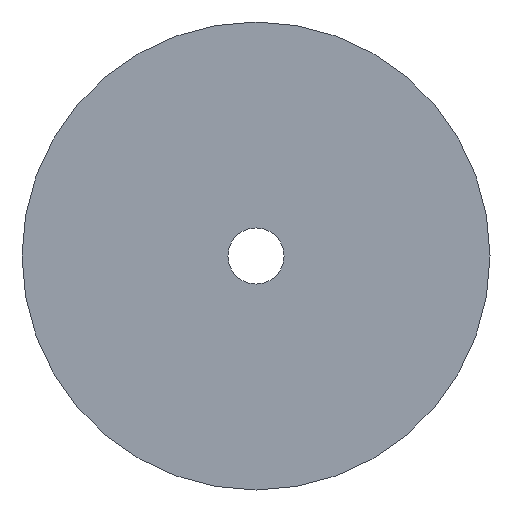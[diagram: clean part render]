
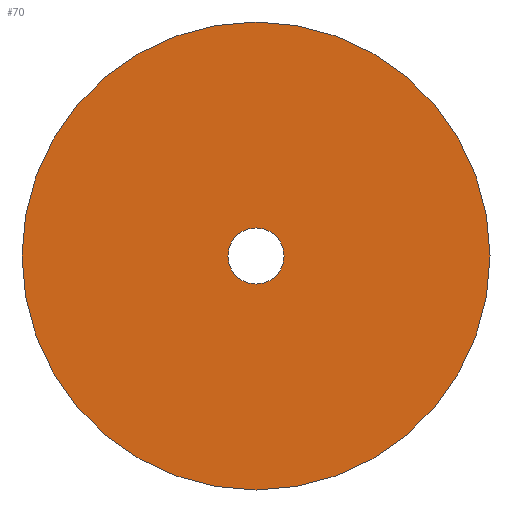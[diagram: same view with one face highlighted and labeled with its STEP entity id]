
A CAD part, front view. The second image highlights one B-rep face of the part: STEP entity #70.
In plain terms, the highlighted planar face has unit normal (0, -1, 0).
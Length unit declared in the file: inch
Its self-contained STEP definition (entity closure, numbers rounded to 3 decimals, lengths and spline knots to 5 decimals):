
#2 = CARTESIAN_POINT ( 'NONE',  ( 0., 0., 0. ) ) ;
#3 = DIRECTION ( 'NONE',  ( 0., 1., 0. ) ) ;
#13 = VERTEX_POINT ( 'NONE', #166 ) ;
#14 = VERTEX_POINT ( 'NONE', #93 ) ;
#19 = CIRCLE ( 'NONE', #55, 0.59055 ) ;
#21 = CARTESIAN_POINT ( 'NONE',  ( 0., 0., 0. ) ) ;
#30 = VERTEX_POINT ( 'NONE', #94 ) ;
#38 = PLANE ( 'NONE',  #138 ) ;
#39 = DIRECTION ( 'NONE',  ( 0., 0., 1. ) ) ;
#50 = ORIENTED_EDGE ( 'NONE', *, *, #109, .F. ) ;
#55 = AXIS2_PLACEMENT_3D ( 'NONE', #82, #113, #39 ) ;
#68 = ORIENTED_EDGE ( 'NONE', *, *, #137, .F. ) ;
#69 = FACE_OUTER_BOUND ( 'NONE', #189, .T. ) ;
#70 = ADVANCED_FACE ( 'NONE', ( #69, #158 ), #38, .F. ) ;
#71 = CARTESIAN_POINT ( 'NONE',  ( 0., 0., 0. ) ) ;
#73 = CIRCLE ( 'NONE', #101, 4.92126 ) ;
#77 = CARTESIAN_POINT ( 'NONE',  ( 0., 0., -4.92126 ) ) ;
#78 = EDGE_CURVE ( 'NONE', #13, #30, #19, .T. ) ;
#79 = ORIENTED_EDGE ( 'NONE', *, *, #194, .T. ) ;
#82 = CARTESIAN_POINT ( 'NONE',  ( 0., 0., 0. ) ) ;
#92 = CIRCLE ( 'NONE', #188, 4.92126 ) ;
#93 = CARTESIAN_POINT ( 'NONE',  ( 0., 0., 4.92126 ) ) ;
#94 = CARTESIAN_POINT ( 'NONE',  ( 0., 0., -0.59055 ) ) ;
#101 = AXIS2_PLACEMENT_3D ( 'NONE', #71, #3, #193 ) ;
#109 = EDGE_CURVE ( 'NONE', #192, #14, #73, .T. ) ;
#112 = AXIS2_PLACEMENT_3D ( 'NONE', #201, #200, #160 ) ;
#113 = DIRECTION ( 'NONE',  ( 0., 1., 0. ) ) ;
#122 = EDGE_LOOP ( 'NONE', ( #79, #123 ) ) ;
#123 = ORIENTED_EDGE ( 'NONE', *, *, #78, .T. ) ;
#132 = DIRECTION ( 'NONE',  ( 0., 1., 0. ) ) ;
#134 = DIRECTION ( 'NONE',  ( 0., 1., 0. ) ) ;
#137 = EDGE_CURVE ( 'NONE', #14, #192, #92, .T. ) ;
#138 = AXIS2_PLACEMENT_3D ( 'NONE', #2, #132, #142 ) ;
#142 = DIRECTION ( 'NONE',  ( 0., 0., 1. ) ) ;
#158 = FACE_BOUND ( 'NONE', #122, .T. ) ;
#160 = DIRECTION ( 'NONE',  ( 0., 0., 1. ) ) ;
#166 = CARTESIAN_POINT ( 'NONE',  ( 0., 0., 0.59055 ) ) ;
#169 = CIRCLE ( 'NONE', #112, 0.59055 ) ;
#188 = AXIS2_PLACEMENT_3D ( 'NONE', #21, #134, #196 ) ;
#189 = EDGE_LOOP ( 'NONE', ( #50, #68 ) ) ;
#192 = VERTEX_POINT ( 'NONE', #77 ) ;
#193 = DIRECTION ( 'NONE',  ( 0., 0., 1. ) ) ;
#194 = EDGE_CURVE ( 'NONE', #30, #13, #169, .T. ) ;
#196 = DIRECTION ( 'NONE',  ( 0., 0., 1. ) ) ;
#200 = DIRECTION ( 'NONE',  ( 0., 1., 0. ) ) ;
#201 = CARTESIAN_POINT ( 'NONE',  ( 0., 0., 0. ) ) ;
